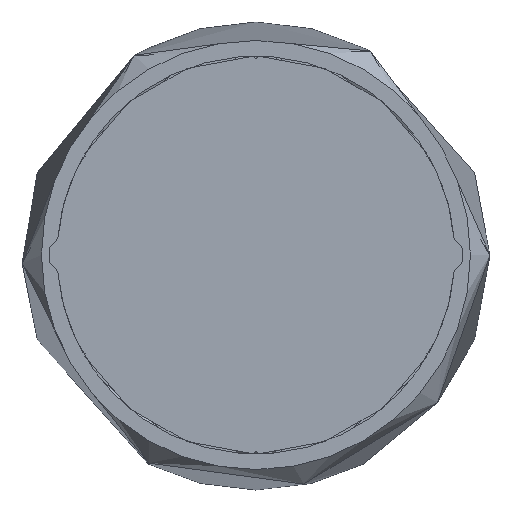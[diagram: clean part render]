
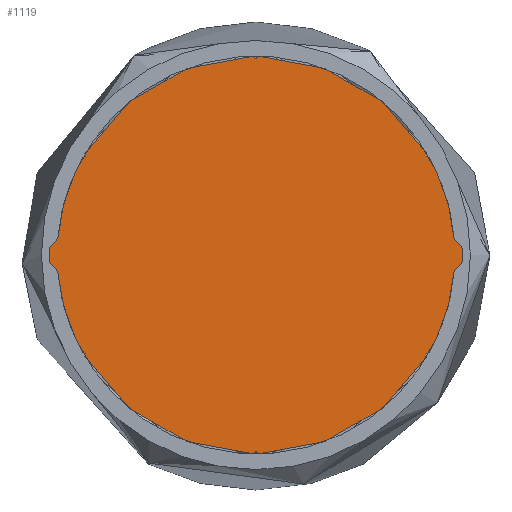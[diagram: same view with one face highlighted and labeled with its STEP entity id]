
A CAD part, top view. The second image highlights one B-rep face of the part: STEP entity #1119.
In plain terms, the highlighted planar face has unit normal (0, 0, 1).
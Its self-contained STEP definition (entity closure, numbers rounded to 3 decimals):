
#112=LINE('',#1716,#162);
#113=LINE('',#1724,#163);
#114=LINE('',#1728,#164);
#115=LINE('',#1732,#165);
#116=LINE('',#1736,#166);
#117=LINE('',#1740,#167);
#118=LINE('',#1744,#168);
#119=LINE('',#1752,#169);
#120=LINE('',#1756,#170);
#121=LINE('',#1760,#171);
#122=LINE('',#1764,#172);
#123=LINE('',#1767,#173);
#162=VECTOR('',#1353,0.108);
#163=VECTOR('',#1360,0.108);
#164=VECTOR('',#1363,0.108);
#165=VECTOR('',#1366,0.108);
#166=VECTOR('',#1369,0.108);
#167=VECTOR('',#1372,0.108);
#168=VECTOR('',#1375,0.108);
#169=VECTOR('',#1382,0.108);
#170=VECTOR('',#1385,0.108);
#171=VECTOR('',#1388,0.108);
#172=VECTOR('',#1391,0.108);
#173=VECTOR('',#1394,0.108);
#248=FACE_OUTER_BOUND('',#319,.T.);
#319=EDGE_LOOP('',(#777,#778,#779,#780,#781,#782,#783,#784,#785,#786,#787,
#788,#789,#790,#791,#792,#793,#794,#795,#796,#797,#798,#799,#800,#801,#802,
#803,#804));
#393=CIRCLE('',#1213,7.575);
#394=CIRCLE('',#1214,7.65);
#395=CIRCLE('',#1215,0.75);
#396=CIRCLE('',#1216,7.65);
#397=CIRCLE('',#1217,7.575);
#398=CIRCLE('',#1218,7.65);
#399=CIRCLE('',#1219,7.575);
#400=CIRCLE('',#1220,7.65);
#401=CIRCLE('',#1221,7.575);
#402=CIRCLE('',#1222,7.65);
#403=CIRCLE('',#1223,0.75);
#404=CIRCLE('',#1224,7.65);
#405=CIRCLE('',#1225,7.575);
#406=CIRCLE('',#1226,7.65);
#407=CIRCLE('',#1227,7.575);
#408=CIRCLE('',#1228,7.65);
#457=VERTEX_POINT('',#1712);
#458=VERTEX_POINT('',#1713);
#459=VERTEX_POINT('',#1715);
#460=VERTEX_POINT('',#1717);
#461=VERTEX_POINT('',#1719);
#462=VERTEX_POINT('',#1721);
#463=VERTEX_POINT('',#1723);
#464=VERTEX_POINT('',#1725);
#465=VERTEX_POINT('',#1727);
#466=VERTEX_POINT('',#1729);
#467=VERTEX_POINT('',#1731);
#468=VERTEX_POINT('',#1733);
#469=VERTEX_POINT('',#1735);
#470=VERTEX_POINT('',#1737);
#471=VERTEX_POINT('',#1739);
#472=VERTEX_POINT('',#1741);
#473=VERTEX_POINT('',#1743);
#474=VERTEX_POINT('',#1745);
#475=VERTEX_POINT('',#1747);
#476=VERTEX_POINT('',#1749);
#477=VERTEX_POINT('',#1751);
#478=VERTEX_POINT('',#1753);
#479=VERTEX_POINT('',#1755);
#480=VERTEX_POINT('',#1757);
#481=VERTEX_POINT('',#1759);
#482=VERTEX_POINT('',#1761);
#483=VERTEX_POINT('',#1763);
#484=VERTEX_POINT('',#1765);
#589=EDGE_CURVE('',#457,#458,#393,.T.);
#590=EDGE_CURVE('',#459,#457,#112,.T.);
#591=EDGE_CURVE('',#460,#459,#394,.T.);
#592=EDGE_CURVE('',#461,#460,#395,.T.);
#593=EDGE_CURVE('',#462,#461,#396,.T.);
#594=EDGE_CURVE('',#463,#462,#113,.T.);
#595=EDGE_CURVE('',#464,#463,#397,.T.);
#596=EDGE_CURVE('',#465,#464,#114,.T.);
#597=EDGE_CURVE('',#466,#465,#398,.T.);
#598=EDGE_CURVE('',#467,#466,#115,.T.);
#599=EDGE_CURVE('',#467,#468,#399,.T.);
#600=EDGE_CURVE('',#469,#468,#116,.T.);
#601=EDGE_CURVE('',#469,#470,#400,.T.);
#602=EDGE_CURVE('',#471,#470,#117,.T.);
#603=EDGE_CURVE('',#472,#471,#401,.T.);
#604=EDGE_CURVE('',#473,#472,#118,.T.);
#605=EDGE_CURVE('',#474,#473,#402,.T.);
#606=EDGE_CURVE('',#475,#474,#403,.T.);
#607=EDGE_CURVE('',#476,#475,#404,.T.);
#608=EDGE_CURVE('',#477,#476,#119,.T.);
#609=EDGE_CURVE('',#478,#477,#405,.T.);
#610=EDGE_CURVE('',#479,#478,#120,.T.);
#611=EDGE_CURVE('',#480,#479,#406,.T.);
#612=EDGE_CURVE('',#481,#480,#121,.T.);
#613=EDGE_CURVE('',#481,#482,#407,.T.);
#614=EDGE_CURVE('',#483,#482,#122,.T.);
#615=EDGE_CURVE('',#483,#484,#408,.T.);
#616=EDGE_CURVE('',#458,#484,#123,.T.);
#777=ORIENTED_EDGE('',*,*,#589,.F.);
#778=ORIENTED_EDGE('',*,*,#590,.F.);
#779=ORIENTED_EDGE('',*,*,#591,.F.);
#780=ORIENTED_EDGE('',*,*,#592,.F.);
#781=ORIENTED_EDGE('',*,*,#593,.F.);
#782=ORIENTED_EDGE('',*,*,#594,.F.);
#783=ORIENTED_EDGE('',*,*,#595,.F.);
#784=ORIENTED_EDGE('',*,*,#596,.F.);
#785=ORIENTED_EDGE('',*,*,#597,.F.);
#786=ORIENTED_EDGE('',*,*,#598,.F.);
#787=ORIENTED_EDGE('',*,*,#599,.T.);
#788=ORIENTED_EDGE('',*,*,#600,.F.);
#789=ORIENTED_EDGE('',*,*,#601,.T.);
#790=ORIENTED_EDGE('',*,*,#602,.F.);
#791=ORIENTED_EDGE('',*,*,#603,.F.);
#792=ORIENTED_EDGE('',*,*,#604,.F.);
#793=ORIENTED_EDGE('',*,*,#605,.F.);
#794=ORIENTED_EDGE('',*,*,#606,.F.);
#795=ORIENTED_EDGE('',*,*,#607,.F.);
#796=ORIENTED_EDGE('',*,*,#608,.F.);
#797=ORIENTED_EDGE('',*,*,#609,.F.);
#798=ORIENTED_EDGE('',*,*,#610,.F.);
#799=ORIENTED_EDGE('',*,*,#611,.F.);
#800=ORIENTED_EDGE('',*,*,#612,.F.);
#801=ORIENTED_EDGE('',*,*,#613,.T.);
#802=ORIENTED_EDGE('',*,*,#614,.F.);
#803=ORIENTED_EDGE('',*,*,#615,.T.);
#804=ORIENTED_EDGE('',*,*,#616,.F.);
#1027=PLANE('',#1212);
#1119=ADVANCED_FACE('',(#248),#1027,.F.);
#1212=AXIS2_PLACEMENT_3D('',#1711,#1349,#1350);
#1213=AXIS2_PLACEMENT_3D('',#1714,#1351,#1352);
#1214=AXIS2_PLACEMENT_3D('',#1718,#1354,#1355);
#1215=AXIS2_PLACEMENT_3D('',#1720,#1356,#1357);
#1216=AXIS2_PLACEMENT_3D('',#1722,#1358,#1359);
#1217=AXIS2_PLACEMENT_3D('',#1726,#1361,#1362);
#1218=AXIS2_PLACEMENT_3D('',#1730,#1364,#1365);
#1219=AXIS2_PLACEMENT_3D('',#1734,#1367,#1368);
#1220=AXIS2_PLACEMENT_3D('',#1738,#1370,#1371);
#1221=AXIS2_PLACEMENT_3D('',#1742,#1373,#1374);
#1222=AXIS2_PLACEMENT_3D('',#1746,#1376,#1377);
#1223=AXIS2_PLACEMENT_3D('',#1748,#1378,#1379);
#1224=AXIS2_PLACEMENT_3D('',#1750,#1380,#1381);
#1225=AXIS2_PLACEMENT_3D('',#1754,#1383,#1384);
#1226=AXIS2_PLACEMENT_3D('',#1758,#1386,#1387);
#1227=AXIS2_PLACEMENT_3D('',#1762,#1389,#1390);
#1228=AXIS2_PLACEMENT_3D('',#1766,#1392,#1393);
#1349=DIRECTION('center_axis',(0.,0.,-1.));
#1350=DIRECTION('ref_axis',(1.,0.,0.));
#1351=DIRECTION('center_axis',(0.,0.,-1.));
#1352=DIRECTION('ref_axis',(0.867,-0.498,0.));
#1353=DIRECTION('',(-0.96,-0.28,0.));
#1354=DIRECTION('center_axis',(0.,0.,-1.));
#1355=DIRECTION('ref_axis',(0.996,-0.085,0.));
#1356=DIRECTION('center_axis',(0.,0.,-1.));
#1357=DIRECTION('ref_axis',(0.496,0.868,0.));
#1358=DIRECTION('center_axis',(0.,0.,-1.));
#1359=DIRECTION('ref_axis',(0.872,0.49,0.));
#1360=DIRECTION('',(0.96,-0.28,0.));
#1361=DIRECTION('center_axis',(0.,0.,-1.));
#1362=DIRECTION('ref_axis',(0.865,0.502,0.));
#1363=DIRECTION('',(-0.238,-0.971,0.));
#1364=DIRECTION('center_axis',(0.,0.,-1.));
#1365=DIRECTION('ref_axis',(0.855,0.519,0.));
#1366=DIRECTION('',(0.722,0.691,0.));
#1367=DIRECTION('center_axis',(0.,0.,1.));
#1368=DIRECTION('ref_axis',(0.002,1.,0.));
#1369=DIRECTION('',(0.722,-0.691,0.));
#1370=DIRECTION('center_axis',(0.,0.,1.));
#1371=DIRECTION('ref_axis',(-0.012,1.,0.));
#1372=DIRECTION('',(-0.238,0.971,0.));
#1373=DIRECTION('center_axis',(0.,0.,-1.));
#1374=DIRECTION('ref_axis',(-0.867,0.498,0.));
#1375=DIRECTION('',(0.96,0.28,0.));
#1376=DIRECTION('center_axis',(0.,0.,-1.));
#1377=DIRECTION('ref_axis',(-0.877,0.481,0.));
#1378=DIRECTION('center_axis',(0.,0.,-1.));
#1379=DIRECTION('ref_axis',(-0.638,0.77,0.));
#1380=DIRECTION('center_axis',(0.,0.,-1.));
#1381=DIRECTION('ref_axis',(-0.872,-0.49,0.));
#1382=DIRECTION('',(-0.96,0.28,0.));
#1383=DIRECTION('center_axis',(0.,0.,-1.));
#1384=DIRECTION('ref_axis',(-0.865,-0.502,0.));
#1385=DIRECTION('',(0.238,0.971,0.));
#1386=DIRECTION('center_axis',(0.,0.,-1.));
#1387=DIRECTION('ref_axis',(-0.855,-0.519,0.));
#1388=DIRECTION('',(-0.722,-0.691,0.));
#1389=DIRECTION('center_axis',(0.,0.,1.));
#1390=DIRECTION('ref_axis',(-0.002,-1.,0.));
#1391=DIRECTION('',(-0.722,0.691,0.));
#1392=DIRECTION('center_axis',(0.,0.,1.));
#1393=DIRECTION('ref_axis',(0.012,-1.,0.));
#1394=DIRECTION('',(0.238,-0.971,0.));
#1711=CARTESIAN_POINT('Origin',(0.,0.,30.));
#1712=CARTESIAN_POINT('',(6.567,-3.776,30.));
#1713=CARTESIAN_POINT('',(6.553,-3.799,30.));
#1714=CARTESIAN_POINT('Origin',(0.,0.,30.));
#1715=CARTESIAN_POINT('',(6.67,-3.745,30.));
#1716=CARTESIAN_POINT('',(6.67,-3.745,30.));
#1717=CARTESIAN_POINT('',(7.622,-0.651,30.));
#1718=CARTESIAN_POINT('Origin',(0.,0.,30.));
#1719=CARTESIAN_POINT('',(7.622,0.651,30.));
#1720=CARTESIAN_POINT('Origin',(7.25,0.,30.));
#1721=CARTESIAN_POINT('',(6.67,3.745,30.));
#1722=CARTESIAN_POINT('Origin',(0.,0.,30.));
#1723=CARTESIAN_POINT('',(6.567,3.776,30.));
#1724=CARTESIAN_POINT('',(6.567,3.776,30.));
#1725=CARTESIAN_POINT('',(6.553,3.799,30.));
#1726=CARTESIAN_POINT('Origin',(0.,0.,30.));
#1727=CARTESIAN_POINT('',(6.579,3.904,30.));
#1728=CARTESIAN_POINT('',(6.579,3.904,30.));
#1729=CARTESIAN_POINT('',(0.091,7.649,30.));
#1730=CARTESIAN_POINT('Origin',(0.,0.,30.));
#1731=CARTESIAN_POINT('',(0.014,7.575,30.));
#1732=CARTESIAN_POINT('',(0.014,7.575,30.));
#1733=CARTESIAN_POINT('',(-0.014,7.575,30.));
#1734=CARTESIAN_POINT('Origin',(0.,0.,30.));
#1735=CARTESIAN_POINT('',(-0.091,7.649,30.));
#1736=CARTESIAN_POINT('',(-0.091,7.649,30.));
#1737=CARTESIAN_POINT('',(-6.579,3.904,30.));
#1738=CARTESIAN_POINT('Origin',(0.,0.,30.));
#1739=CARTESIAN_POINT('',(-6.553,3.799,30.));
#1740=CARTESIAN_POINT('',(-6.553,3.799,30.));
#1741=CARTESIAN_POINT('',(-6.567,3.776,30.));
#1742=CARTESIAN_POINT('Origin',(0.,0.,30.));
#1743=CARTESIAN_POINT('',(-6.67,3.745,30.));
#1744=CARTESIAN_POINT('',(-6.67,3.745,30.));
#1745=CARTESIAN_POINT('',(-7.622,0.651,30.));
#1746=CARTESIAN_POINT('Origin',(0.,0.,30.));
#1747=CARTESIAN_POINT('',(-7.622,-0.651,30.));
#1748=CARTESIAN_POINT('Origin',(-7.25,0.,30.));
#1749=CARTESIAN_POINT('',(-6.67,-3.745,30.));
#1750=CARTESIAN_POINT('Origin',(0.,0.,30.));
#1751=CARTESIAN_POINT('',(-6.567,-3.776,30.));
#1752=CARTESIAN_POINT('',(-6.567,-3.776,30.));
#1753=CARTESIAN_POINT('',(-6.553,-3.799,30.));
#1754=CARTESIAN_POINT('Origin',(0.,0.,30.));
#1755=CARTESIAN_POINT('',(-6.579,-3.904,30.));
#1756=CARTESIAN_POINT('',(-6.579,-3.904,30.));
#1757=CARTESIAN_POINT('',(-0.091,-7.649,30.));
#1758=CARTESIAN_POINT('Origin',(0.,0.,30.));
#1759=CARTESIAN_POINT('',(-0.014,-7.575,30.));
#1760=CARTESIAN_POINT('',(-0.014,-7.575,30.));
#1761=CARTESIAN_POINT('',(0.014,-7.575,30.));
#1762=CARTESIAN_POINT('Origin',(0.,0.,30.));
#1763=CARTESIAN_POINT('',(0.091,-7.649,30.));
#1764=CARTESIAN_POINT('',(0.091,-7.649,30.));
#1765=CARTESIAN_POINT('',(6.579,-3.904,30.));
#1766=CARTESIAN_POINT('Origin',(0.,0.,30.));
#1767=CARTESIAN_POINT('',(6.553,-3.799,30.));
